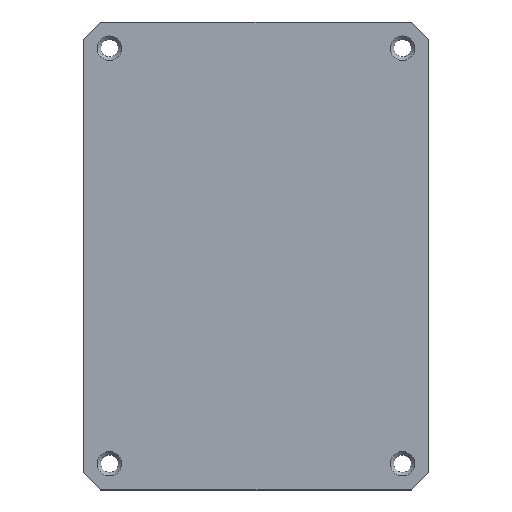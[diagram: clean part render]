
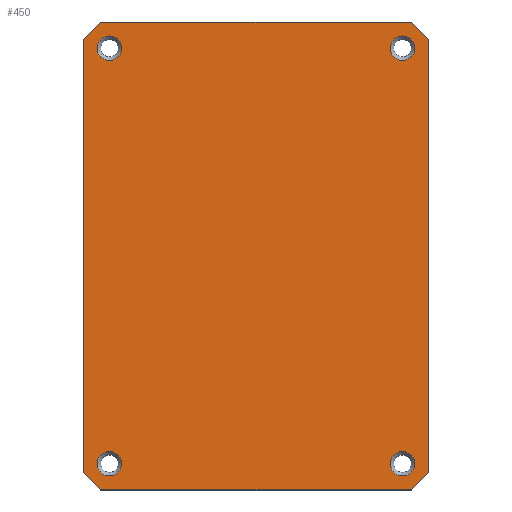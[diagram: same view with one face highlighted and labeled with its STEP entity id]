
A CAD part, top view. The second image highlights one B-rep face of the part: STEP entity #450.
In plain terms, the highlighted planar face has unit normal (0, 0, 1).
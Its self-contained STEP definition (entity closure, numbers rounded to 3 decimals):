
#164 = VERTEX_POINT('',#165);
#165 = CARTESIAN_POINT('',(49.4,-61.9,3.));
#171 = EDGE_CURVE('',#164,#172,#174,.T.);
#172 = VERTEX_POINT('',#173);
#173 = CARTESIAN_POINT('',(49.4,61.9,3.));
#174 = LINE('',#175,#176);
#175 = CARTESIAN_POINT('',(49.4,-66.9,3.));
#176 = VECTOR('',#177,1.);
#177 = DIRECTION('',(0.,1.,0.));
#195 = EDGE_CURVE('',#172,#196,#198,.T.);
#196 = VERTEX_POINT('',#197);
#197 = CARTESIAN_POINT('',(44.4,66.9,3.));
#198 = LINE('',#199,#200);
#199 = CARTESIAN_POINT('',(51.275,60.025,3.));
#200 = VECTOR('',#201,1.);
#201 = DIRECTION('',(-0.707,0.707,0.));
#219 = EDGE_CURVE('',#196,#220,#222,.T.);
#220 = VERTEX_POINT('',#221);
#221 = CARTESIAN_POINT('',(-44.4,66.9,3.));
#222 = LINE('',#223,#224);
#223 = CARTESIAN_POINT('',(49.4,66.9,3.));
#224 = VECTOR('',#225,1.);
#225 = DIRECTION('',(-1.,0.,0.));
#243 = EDGE_CURVE('',#220,#244,#246,.T.);
#244 = VERTEX_POINT('',#245);
#245 = CARTESIAN_POINT('',(-49.4,61.9,3.));
#246 = LINE('',#247,#248);
#247 = CARTESIAN_POINT('',(-51.275,60.025,3.));
#248 = VECTOR('',#249,1.);
#249 = DIRECTION('',(-0.707,-0.707,0.));
#267 = EDGE_CURVE('',#244,#268,#270,.T.);
#268 = VERTEX_POINT('',#269);
#269 = CARTESIAN_POINT('',(-49.4,-61.9,3.));
#270 = LINE('',#271,#272);
#271 = CARTESIAN_POINT('',(-49.4,66.9,3.));
#272 = VECTOR('',#273,1.);
#273 = DIRECTION('',(0.,-1.,0.));
#291 = EDGE_CURVE('',#268,#292,#294,.T.);
#292 = VERTEX_POINT('',#293);
#293 = CARTESIAN_POINT('',(-44.4,-66.9,3.));
#294 = LINE('',#295,#296);
#295 = CARTESIAN_POINT('',(-51.275,-60.025,3.));
#296 = VECTOR('',#297,1.);
#297 = DIRECTION('',(0.707,-0.707,0.));
#315 = EDGE_CURVE('',#292,#316,#318,.T.);
#316 = VERTEX_POINT('',#317);
#317 = CARTESIAN_POINT('',(44.4,-66.9,3.));
#318 = LINE('',#319,#320);
#319 = CARTESIAN_POINT('',(-49.4,-66.9,3.));
#320 = VECTOR('',#321,1.);
#321 = DIRECTION('',(1.,0.,0.));
#339 = EDGE_CURVE('',#164,#316,#340,.T.);
#340 = LINE('',#341,#342);
#341 = CARTESIAN_POINT('',(51.275,-60.025,3.));
#342 = VECTOR('',#343,1.);
#343 = DIRECTION('',(-0.707,-0.707,0.));
#450 = ADVANCED_FACE('',(#451,#462,#472,#483,#494),#505,.T.);
#451 = FACE_BOUND('',#452,.T.);
#452 = EDGE_LOOP('',(#453));
#453 = ORIENTED_EDGE('',*,*,#454,.F.);
#454 = EDGE_CURVE('',#455,#455,#457,.T.);
#455 = VERTEX_POINT('',#456);
#456 = CARTESIAN_POINT('',(-38.4,-59.4,3.));
#457 = CIRCLE('',#458,3.5);
#458 = AXIS2_PLACEMENT_3D('',#459,#460,#461);
#459 = CARTESIAN_POINT('',(-41.9,-59.4,3.));
#460 = DIRECTION('',(0.,0.,1.));
#461 = DIRECTION('',(1.,0.,-0.));
#462 = FACE_BOUND('',#463,.T.);
#463 = EDGE_LOOP('',(#464,#465,#466,#467,#468,#469,#470,#471));
#464 = ORIENTED_EDGE('',*,*,#171,.T.);
#465 = ORIENTED_EDGE('',*,*,#195,.T.);
#466 = ORIENTED_EDGE('',*,*,#219,.T.);
#467 = ORIENTED_EDGE('',*,*,#243,.T.);
#468 = ORIENTED_EDGE('',*,*,#267,.T.);
#469 = ORIENTED_EDGE('',*,*,#291,.T.);
#470 = ORIENTED_EDGE('',*,*,#315,.T.);
#471 = ORIENTED_EDGE('',*,*,#339,.F.);
#472 = FACE_BOUND('',#473,.T.);
#473 = EDGE_LOOP('',(#474));
#474 = ORIENTED_EDGE('',*,*,#475,.F.);
#475 = EDGE_CURVE('',#476,#476,#478,.T.);
#476 = VERTEX_POINT('',#477);
#477 = CARTESIAN_POINT('',(45.4,-59.4,3.));
#478 = CIRCLE('',#479,3.5);
#479 = AXIS2_PLACEMENT_3D('',#480,#481,#482);
#480 = CARTESIAN_POINT('',(41.9,-59.4,3.));
#481 = DIRECTION('',(0.,0.,1.));
#482 = DIRECTION('',(1.,0.,-0.));
#483 = FACE_BOUND('',#484,.T.);
#484 = EDGE_LOOP('',(#485));
#485 = ORIENTED_EDGE('',*,*,#486,.F.);
#486 = EDGE_CURVE('',#487,#487,#489,.T.);
#487 = VERTEX_POINT('',#488);
#488 = CARTESIAN_POINT('',(45.4,59.4,3.));
#489 = CIRCLE('',#490,3.5);
#490 = AXIS2_PLACEMENT_3D('',#491,#492,#493);
#491 = CARTESIAN_POINT('',(41.9,59.4,3.));
#492 = DIRECTION('',(0.,0.,1.));
#493 = DIRECTION('',(1.,0.,-0.));
#494 = FACE_BOUND('',#495,.T.);
#495 = EDGE_LOOP('',(#496));
#496 = ORIENTED_EDGE('',*,*,#497,.F.);
#497 = EDGE_CURVE('',#498,#498,#500,.T.);
#498 = VERTEX_POINT('',#499);
#499 = CARTESIAN_POINT('',(-38.4,59.4,3.));
#500 = CIRCLE('',#501,3.5);
#501 = AXIS2_PLACEMENT_3D('',#502,#503,#504);
#502 = CARTESIAN_POINT('',(-41.9,59.4,3.));
#503 = DIRECTION('',(0.,0.,1.));
#504 = DIRECTION('',(1.,0.,-0.));
#505 = PLANE('',#506);
#506 = AXIS2_PLACEMENT_3D('',#507,#508,#509);
#507 = CARTESIAN_POINT('',(0.,0.,3.));
#508 = DIRECTION('',(0.,0.,1.));
#509 = DIRECTION('',(1.,0.,0.));
